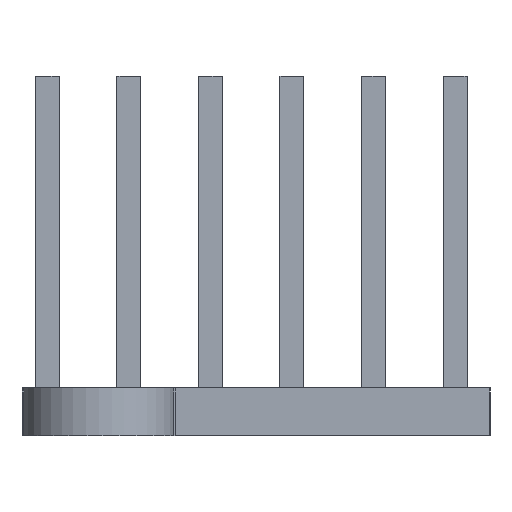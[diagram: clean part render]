
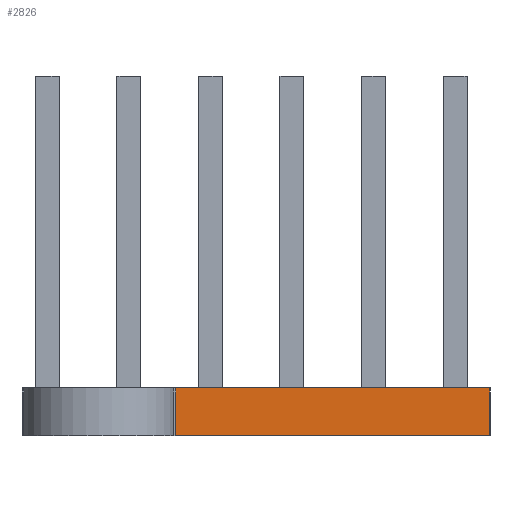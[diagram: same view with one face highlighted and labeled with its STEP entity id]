
A CAD part, front view. The second image highlights one B-rep face of the part: STEP entity #2826.
In plain terms, the highlighted planar face has unit normal (0, -1, 0).
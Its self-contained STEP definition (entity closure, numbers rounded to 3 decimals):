
#49 = VERTEX_POINT('',#50);
#50 = CARTESIAN_POINT('',(-3.355,-9.985,2.));
#571 = EDGE_CURVE('',#49,#572,#574,.T.);
#572 = VERTEX_POINT('',#573);
#573 = CARTESIAN_POINT('',(9.75,-9.985,2.));
#574 = LINE('',#575,#576);
#575 = CARTESIAN_POINT('',(-9.75,-9.985,2.));
#576 = VECTOR('',#577,1.);
#577 = DIRECTION('',(1.,0.,0.));
#2800 = EDGE_CURVE('',#2801,#572,#2803,.T.);
#2801 = VERTEX_POINT('',#2802);
#2802 = CARTESIAN_POINT('',(9.75,-9.985,0.));
#2803 = LINE('',#2804,#2805);
#2804 = CARTESIAN_POINT('',(9.75,-9.985,0.));
#2805 = VECTOR('',#2806,1.);
#2806 = DIRECTION('',(0.,0.,1.));
#2826 = ADVANCED_FACE('',(#2827),#2845,.F.);
#2827 = FACE_BOUND('',#2828,.F.);
#2828 = EDGE_LOOP('',(#2829,#2837,#2843,#2844));
#2829 = ORIENTED_EDGE('',*,*,#2830,.F.);
#2830 = EDGE_CURVE('',#2831,#2801,#2833,.T.);
#2831 = VERTEX_POINT('',#2832);
#2832 = CARTESIAN_POINT('',(-3.355,-9.985,0.));
#2833 = LINE('',#2834,#2835);
#2834 = CARTESIAN_POINT('',(-9.75,-9.985,0.));
#2835 = VECTOR('',#2836,1.);
#2836 = DIRECTION('',(1.,0.,0.));
#2837 = ORIENTED_EDGE('',*,*,#2838,.F.);
#2838 = EDGE_CURVE('',#49,#2831,#2839,.T.);
#2839 = LINE('',#2840,#2841);
#2840 = CARTESIAN_POINT('',(-3.355,-9.985,0.));
#2841 = VECTOR('',#2842,1.);
#2842 = DIRECTION('',(0.,0.,-1.));
#2843 = ORIENTED_EDGE('',*,*,#571,.T.);
#2844 = ORIENTED_EDGE('',*,*,#2800,.F.);
#2845 = PLANE('',#2846);
#2846 = AXIS2_PLACEMENT_3D('',#2847,#2848,#2849);
#2847 = CARTESIAN_POINT('',(-9.75,-9.985,0.));
#2848 = DIRECTION('',(0.,1.,0.));
#2849 = DIRECTION('',(0.,0.,1.));
